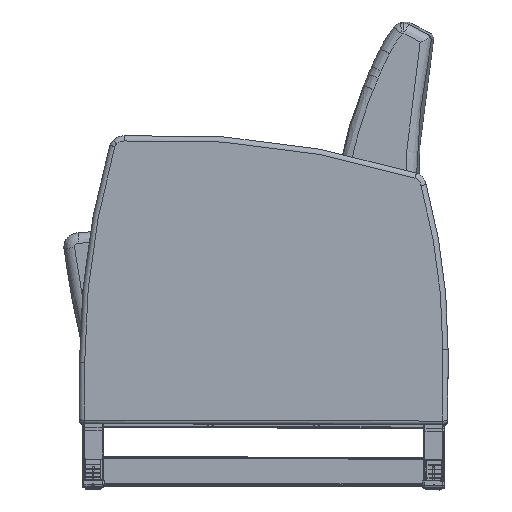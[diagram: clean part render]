
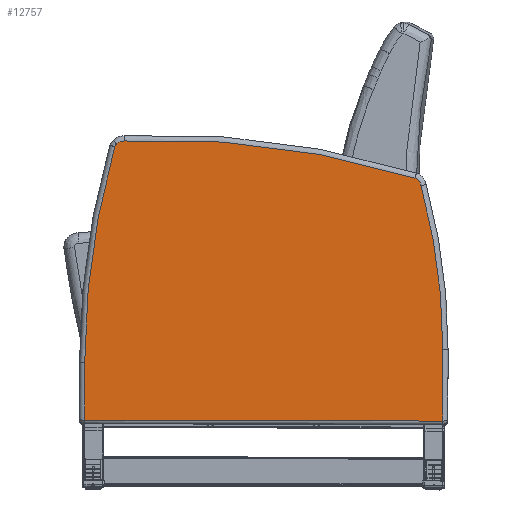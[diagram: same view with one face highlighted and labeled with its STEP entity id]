
A CAD part, top view. The second image highlights one B-rep face of the part: STEP entity #12757.
In plain terms, the highlighted face is planar.
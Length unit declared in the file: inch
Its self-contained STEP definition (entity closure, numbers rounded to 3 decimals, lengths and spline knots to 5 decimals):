
#548=PLANE('',#13880);
#762=LINE('',#22657,#1472);
#765=LINE('',#22745,#1475);
#771=LINE('',#22827,#1481);
#1472=VECTOR('',#15546,0.3937);
#1475=VECTOR('',#15557,0.3937);
#1481=VECTOR('',#15601,0.3937);
#2608=CIRCLE('',#13849,43.454);
#2612=CIRCLE('',#13855,0.625);
#2613=CIRCLE('',#13857,59.875);
#2615=CIRCLE('',#13860,0.875);
#2617=CIRCLE('',#13862,0.375);
#2619=CIRCLE('',#13865,56.682);
#3331=FACE_OUTER_BOUND('',#4233,.T.);
#4233=EDGE_LOOP('',(#9275,#9276,#9277,#9278,#9279,#9280,#9281,#9282,#9283));
#5714=VERTEX_POINT('',#22388);
#5716=VERTEX_POINT('',#22435);
#5736=VERTEX_POINT('',#22656);
#5738=VERTEX_POINT('',#22692);
#5739=VERTEX_POINT('',#22693);
#5743=VERTEX_POINT('',#22749);
#5744=VERTEX_POINT('',#22753);
#5746=VERTEX_POINT('',#22770);
#5748=VERTEX_POINT('',#22795);
#6951=EDGE_CURVE('',#5714,#5736,#762,.T.);
#6954=EDGE_CURVE('',#5738,#5739,#2608,.T.);
#6959=EDGE_CURVE('',#5739,#5716,#765,.T.);
#6962=EDGE_CURVE('',#5743,#5738,#2612,.T.);
#6963=EDGE_CURVE('',#5744,#5743,#2613,.T.);
#6966=EDGE_CURVE('',#5746,#5744,#2615,.T.);
#6969=EDGE_CURVE('',#5748,#5746,#2617,.T.);
#6972=EDGE_CURVE('',#5736,#5748,#2619,.T.);
#6979=EDGE_CURVE('',#5716,#5714,#771,.T.);
#9275=ORIENTED_EDGE('',*,*,#6951,.F.);
#9276=ORIENTED_EDGE('',*,*,#6979,.F.);
#9277=ORIENTED_EDGE('',*,*,#6959,.F.);
#9278=ORIENTED_EDGE('',*,*,#6954,.F.);
#9279=ORIENTED_EDGE('',*,*,#6962,.F.);
#9280=ORIENTED_EDGE('',*,*,#6963,.F.);
#9281=ORIENTED_EDGE('',*,*,#6966,.F.);
#9282=ORIENTED_EDGE('',*,*,#6969,.F.);
#9283=ORIENTED_EDGE('',*,*,#6972,.F.);
#12757=ADVANCED_FACE('',(#3331),#548,.F.);
#13849=AXIS2_PLACEMENT_3D('',#22694,#15550,#15551);
#13855=AXIS2_PLACEMENT_3D('',#22751,#15564,#15565);
#13857=AXIS2_PLACEMENT_3D('',#22754,#15568,#15569);
#13860=AXIS2_PLACEMENT_3D('',#22771,#15574,#15575);
#13862=AXIS2_PLACEMENT_3D('',#22796,#15578,#15579);
#13865=AXIS2_PLACEMENT_3D('',#22816,#15584,#15585);
#13880=AXIS2_PLACEMENT_3D('',#22844,#15627,#15628);
#15546=DIRECTION('',(0.,1.,0.));
#15550=DIRECTION('center_axis',(0.,0.,1.));
#15551=DIRECTION('ref_axis',(-0.991,0.134,0.));
#15557=DIRECTION('',(0.,-1.,0.));
#15564=DIRECTION('center_axis',(0.,0.,1.));
#15565=DIRECTION('ref_axis',(-0.761,0.649,0.));
#15568=DIRECTION('center_axis',(0.,0.,1.));
#15569=DIRECTION('ref_axis',(-0.124,0.992,0.));
#15574=DIRECTION('center_axis',(0.,0.,1.));
#15575=DIRECTION('ref_axis',(0.367,0.93,0.));
#15578=DIRECTION('center_axis',(0.,0.,1.));
#15579=DIRECTION('ref_axis',(0.828,0.56,0.));
#15584=DIRECTION('center_axis',(0.,0.,1.));
#15585=DIRECTION('ref_axis',(0.991,0.136,0.));
#15601=DIRECTION('',(1.,0.,0.));
#15627=DIRECTION('center_axis',(0.,0.,1.));
#15628=DIRECTION('ref_axis',(1.,0.,0.));
#22388=CARTESIAN_POINT('',(27.75546,-1.42245,0.));
#22435=CARTESIAN_POINT('',(2.36377,-1.42245,0.));
#22656=CARTESIAN_POINT('',(27.75546,2.67632,0.));
#22657=CARTESIAN_POINT('',(27.75546,2.45177,0.));
#22692=CARTESIAN_POINT('',(3.93921,15.27313,0.));
#22693=CARTESIAN_POINT('',(2.36377,3.66555,0.));
#22694=CARTESIAN_POINT('Origin',(45.81777,3.67847,0.));
#22745=CARTESIAN_POINT('',(2.36377,5.12075,0.));
#22749=CARTESIAN_POINT('',(4.37672,15.80487,0.));
#22751=CARTESIAN_POINT('Origin',(4.56076,15.20758,0.));
#22753=CARTESIAN_POINT('',(24.97766,18.38599,0.));
#22754=CARTESIAN_POINT('Origin',(22.00807,-41.41533,0.));
#22770=CARTESIAN_POINT('',(25.53144,18.16557,0.));
#22771=CARTESIAN_POINT('Origin',(24.95032,17.51141,0.));
#22795=CARTESIAN_POINT('',(25.65665,17.98575,0.));
#22796=CARTESIAN_POINT('Origin',(25.29972,17.87073,0.));
#22816=CARTESIAN_POINT('Origin',(-28.92653,2.7042,0.));
#22827=CARTESIAN_POINT('',(8.61435,-1.42245,0.));
#22844=CARTESIAN_POINT('Origin',(15.23992,6.576,0.));
